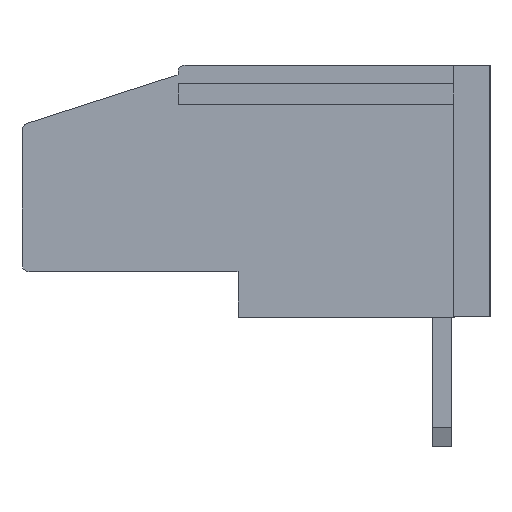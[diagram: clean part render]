
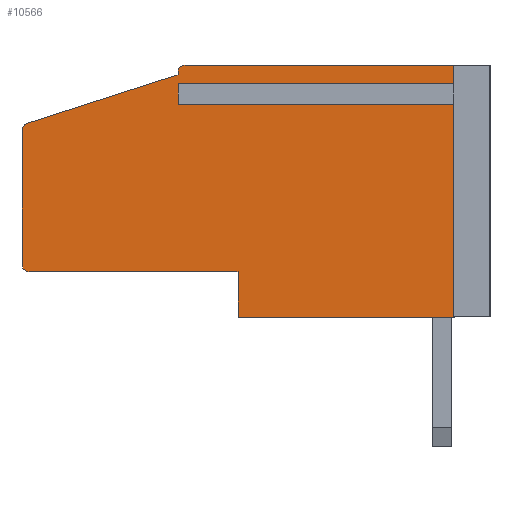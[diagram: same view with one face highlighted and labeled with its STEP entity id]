
A CAD part, left-side view. The second image highlights one B-rep face of the part: STEP entity #10566.
In plain terms, the highlighted planar face has unit normal (-1, 0, 0).
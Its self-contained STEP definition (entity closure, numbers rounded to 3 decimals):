
#62 = DIRECTION ( 'NONE',  ( 0., 0., -1. ) ) ;
#262 = EDGE_CURVE ( 'NONE', #31619, #17352, #6397, .T. ) ;
#320 = EDGE_LOOP ( 'NONE', ( #30132, #15272, #12381, #28324, #29856, #20283, #11354, #1536, #17201, #23494, #9078, #30983, #16779, #27815, #7297 ) ) ;
#408 = VERTEX_POINT ( 'NONE', #9260 ) ;
#431 = CARTESIAN_POINT ( 'NONE',  ( 0., 1.5, 10.5 ) ) ;
#727 = VECTOR ( 'NONE', #31608, 1000. ) ;
#1354 = CARTESIAN_POINT ( 'NONE',  ( 0., 19.2, 2.2 ) ) ;
#1430 = LINE ( 'NONE', #11956, #14378 ) ;
#1466 = CARTESIAN_POINT ( 'NONE',  ( 0., 13., 9.502 ) ) ;
#1536 = ORIENTED_EDGE ( 'NONE', *, *, #29988, .F. ) ;
#2114 = PLANE ( 'NONE',  #23725 ) ;
#2595 = VERTEX_POINT ( 'NONE', #32148 ) ;
#3195 = LINE ( 'NONE', #431, #727 ) ;
#3397 = CIRCLE ( 'NONE', #12248, 0.3 ) ;
#3781 = CARTESIAN_POINT ( 'NONE',  ( 0., 12.7, 10.5 ) ) ;
#3983 = CARTESIAN_POINT ( 'NONE',  ( 0., 10.5, 1.9 ) ) ;
#4425 = DIRECTION ( 'NONE',  ( 0., -1., 0. ) ) ;
#4524 = VECTOR ( 'NONE', #33456, 1000. ) ;
#5006 = EDGE_CURVE ( 'NONE', #19170, #2595, #6583, .T. ) ;
#5166 = VERTEX_POINT ( 'NONE', #8389 ) ;
#6185 = DIRECTION ( 'NONE',  ( -1., 0., 0. ) ) ;
#6397 = LINE ( 'NONE', #14262, #13592 ) ;
#6445 = CARTESIAN_POINT ( 'NONE',  ( 0., 19.5, 10.5 ) ) ;
#6501 = DIRECTION ( 'NONE',  ( 0., 0., -1. ) ) ;
#6583 = CIRCLE ( 'NONE', #24630, 0.3 ) ;
#6879 = VERTEX_POINT ( 'NONE', #30487 ) ;
#7100 = DIRECTION ( 'NONE',  ( 0., 0., 1. ) ) ;
#7297 = ORIENTED_EDGE ( 'NONE', *, *, #5006, .T. ) ;
#8024 = LINE ( 'NONE', #28945, #26139 ) ;
#8042 = VERTEX_POINT ( 'NONE', #17184 ) ;
#8389 = CARTESIAN_POINT ( 'NONE',  ( 0., 1.5, 9.502 ) ) ;
#8441 = VECTOR ( 'NONE', #16913, 1000. ) ;
#8673 = EDGE_CURVE ( 'NONE', #25104, #6879, #1430, .T. ) ;
#8925 = VERTEX_POINT ( 'NONE', #31086 ) ;
#8961 = DIRECTION ( 'NONE',  ( 0., 0., -1. ) ) ;
#9078 = ORIENTED_EDGE ( 'NONE', *, *, #18017, .F. ) ;
#9260 = CARTESIAN_POINT ( 'NONE',  ( 0., 13., 9.098 ) ) ;
#9377 = AXIS2_PLACEMENT_3D ( 'NONE', #26920, #30015, #6501 ) ;
#9582 = DIRECTION ( 'NONE',  ( 1., 0., 0. ) ) ;
#10566 = ADVANCED_FACE ( 'NONE', ( #28245 ), #2114, .F. ) ;
#10931 = VECTOR ( 'NONE', #4425, 1000. ) ;
#11167 = LINE ( 'NONE', #11337, #32335 ) ;
#11337 = CARTESIAN_POINT ( 'NONE',  ( 0., 13., 9.098 ) ) ;
#11354 = ORIENTED_EDGE ( 'NONE', *, *, #17662, .F. ) ;
#11572 = EDGE_CURVE ( 'NONE', #19170, #25104, #25994, .T. ) ;
#11956 = CARTESIAN_POINT ( 'NONE',  ( 0., 13., 10.1 ) ) ;
#12079 = LINE ( 'NONE', #3983, #21353 ) ;
#12248 = AXIS2_PLACEMENT_3D ( 'NONE', #1354, #29699, #8961 ) ;
#12381 = ORIENTED_EDGE ( 'NONE', *, *, #21533, .F. ) ;
#12950 = CARTESIAN_POINT ( 'NONE',  ( 0., 19.5, 8. ) ) ;
#13592 = VECTOR ( 'NONE', #24747, 1000. ) ;
#14049 = CARTESIAN_POINT ( 'NONE',  ( 0., 13., 10.1 ) ) ;
#14262 = CARTESIAN_POINT ( 'NONE',  ( 0., 19.5, 0. ) ) ;
#14315 = DIRECTION ( 'NONE',  ( 0., 0., 1. ) ) ;
#14378 = VECTOR ( 'NONE', #14315, 1000. ) ;
#14724 = CARTESIAN_POINT ( 'NONE',  ( 0., 13., 9.502 ) ) ;
#15272 = ORIENTED_EDGE ( 'NONE', *, *, #22641, .T. ) ;
#15801 = CARTESIAN_POINT ( 'NONE',  ( 0., 13., 9.502 ) ) ;
#15994 = EDGE_CURVE ( 'NONE', #22865, #5166, #8024, .T. ) ;
#16779 = ORIENTED_EDGE ( 'NONE', *, *, #8673, .F. ) ;
#16913 = DIRECTION ( 'NONE',  ( 0., 0., 1. ) ) ;
#16952 = CARTESIAN_POINT ( 'NONE',  ( 0., 19.5, 1.9 ) ) ;
#17184 = CARTESIAN_POINT ( 'NONE',  ( 0., 10.5, 1.9 ) ) ;
#17201 = ORIENTED_EDGE ( 'NONE', *, *, #20842, .T. ) ;
#17316 = LINE ( 'NONE', #16952, #19851 ) ;
#17352 = VERTEX_POINT ( 'NONE', #22210 ) ;
#17662 = EDGE_CURVE ( 'NONE', #408, #24056, #11167, .T. ) ;
#17715 = VERTEX_POINT ( 'NONE', #26621 ) ;
#18017 = EDGE_CURVE ( 'NONE', #20485, #22865, #33825, .T. ) ;
#18320 = VECTOR ( 'NONE', #31315, 1000. ) ;
#18711 = LINE ( 'NONE', #15801, #34036 ) ;
#18894 = DIRECTION ( 'NONE',  ( 0., 0., -1. ) ) ;
#19046 = EDGE_CURVE ( 'NONE', #20485, #6879, #31288, .T. ) ;
#19170 = VERTEX_POINT ( 'NONE', #22798 ) ;
#19840 = LINE ( 'NONE', #6445, #8441 ) ;
#19851 = VECTOR ( 'NONE', #22423, 1000. ) ;
#20283 = ORIENTED_EDGE ( 'NONE', *, *, #24045, .F. ) ;
#20485 = VERTEX_POINT ( 'NONE', #3781 ) ;
#20842 = EDGE_CURVE ( 'NONE', #21524, #5166, #33118, .T. ) ;
#21353 = VECTOR ( 'NONE', #7100, 1000. ) ;
#21524 = VERTEX_POINT ( 'NONE', #1466 ) ;
#21533 = EDGE_CURVE ( 'NONE', #8042, #17715, #17316, .T. ) ;
#21608 = DIRECTION ( 'NONE',  ( 0., -1., 0. ) ) ;
#21795 = CARTESIAN_POINT ( 'NONE',  ( 0., 19.2, 7.782 ) ) ;
#22210 = CARTESIAN_POINT ( 'NONE',  ( 0., 1.5, 0. ) ) ;
#22423 = DIRECTION ( 'NONE',  ( 0., 1., 0. ) ) ;
#22641 = EDGE_CURVE ( 'NONE', #8925, #17715, #3397, .T. ) ;
#22798 = CARTESIAN_POINT ( 'NONE',  ( 0., 19.292, 8.067 ) ) ;
#22865 = VERTEX_POINT ( 'NONE', #24159 ) ;
#23097 = CARTESIAN_POINT ( 'NONE',  ( 0., 19.5, 10.5 ) ) ;
#23494 = ORIENTED_EDGE ( 'NONE', *, *, #15994, .F. ) ;
#23725 = AXIS2_PLACEMENT_3D ( 'NONE', #23097, #9582, #28414 ) ;
#24045 = EDGE_CURVE ( 'NONE', #24056, #17352, #3195, .T. ) ;
#24056 = VERTEX_POINT ( 'NONE', #28985 ) ;
#24159 = CARTESIAN_POINT ( 'NONE',  ( 0., 1.5, 10.5 ) ) ;
#24630 = AXIS2_PLACEMENT_3D ( 'NONE', #21795, #6185, #27130 ) ;
#24747 = DIRECTION ( 'NONE',  ( 0., -1., 0. ) ) ;
#25104 = VERTEX_POINT ( 'NONE', #14049 ) ;
#25994 = LINE ( 'NONE', #12950, #18320 ) ;
#26139 = VECTOR ( 'NONE', #62, 1000. ) ;
#26621 = CARTESIAN_POINT ( 'NONE',  ( 0., 19.2, 1.9 ) ) ;
#26920 = CARTESIAN_POINT ( 'NONE',  ( 0., 12.7, 10.2 ) ) ;
#27130 = DIRECTION ( 'NONE',  ( 0., 0., -1. ) ) ;
#27815 = ORIENTED_EDGE ( 'NONE', *, *, #11572, .F. ) ;
#28245 = FACE_OUTER_BOUND ( 'NONE', #320, .T. ) ;
#28324 = ORIENTED_EDGE ( 'NONE', *, *, #28436, .F. ) ;
#28414 = DIRECTION ( 'NONE',  ( 0., 0., -1. ) ) ;
#28436 = EDGE_CURVE ( 'NONE', #31619, #8042, #12079, .T. ) ;
#28945 = CARTESIAN_POINT ( 'NONE',  ( 0., 1.5, 10.5 ) ) ;
#28985 = CARTESIAN_POINT ( 'NONE',  ( 0., 1.5, 9.098 ) ) ;
#29699 = DIRECTION ( 'NONE',  ( -1., 0., 0. ) ) ;
#29856 = ORIENTED_EDGE ( 'NONE', *, *, #262, .T. ) ;
#29988 = EDGE_CURVE ( 'NONE', #21524, #408, #18711, .T. ) ;
#30015 = DIRECTION ( 'NONE',  ( -1., 0., 0. ) ) ;
#30089 = CARTESIAN_POINT ( 'NONE',  ( 0., 10.5, 0. ) ) ;
#30132 = ORIENTED_EDGE ( 'NONE', *, *, #32935, .F. ) ;
#30487 = CARTESIAN_POINT ( 'NONE',  ( 0., 13., 10.2 ) ) ;
#30983 = ORIENTED_EDGE ( 'NONE', *, *, #19046, .T. ) ;
#31073 = CARTESIAN_POINT ( 'NONE',  ( 0., 19.5, 10.5 ) ) ;
#31086 = CARTESIAN_POINT ( 'NONE',  ( 0., 19.5, 2.2 ) ) ;
#31288 = CIRCLE ( 'NONE', #9377, 0.3 ) ;
#31315 = DIRECTION ( 'NONE',  ( 0., -0.952, 0.307 ) ) ;
#31608 = DIRECTION ( 'NONE',  ( 0., 0., -1. ) ) ;
#31619 = VERTEX_POINT ( 'NONE', #30089 ) ;
#32148 = CARTESIAN_POINT ( 'NONE',  ( 0., 19.5, 7.782 ) ) ;
#32335 = VECTOR ( 'NONE', #21608, 1000. ) ;
#32935 = EDGE_CURVE ( 'NONE', #8925, #2595, #19840, .T. ) ;
#33118 = LINE ( 'NONE', #14724, #4524 ) ;
#33456 = DIRECTION ( 'NONE',  ( 0., -1., 0. ) ) ;
#33825 = LINE ( 'NONE', #31073, #10931 ) ;
#34036 = VECTOR ( 'NONE', #18894, 1000. ) ;
